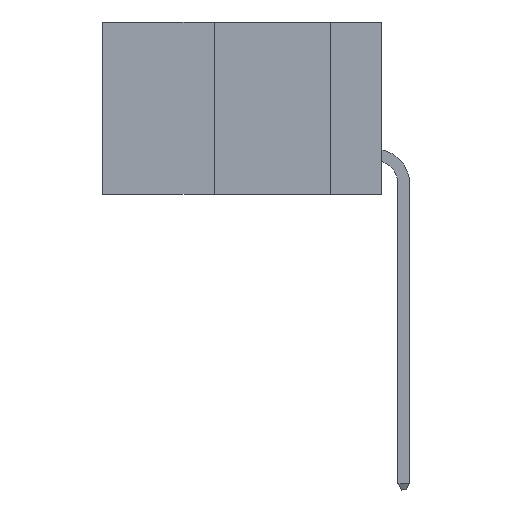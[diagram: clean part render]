
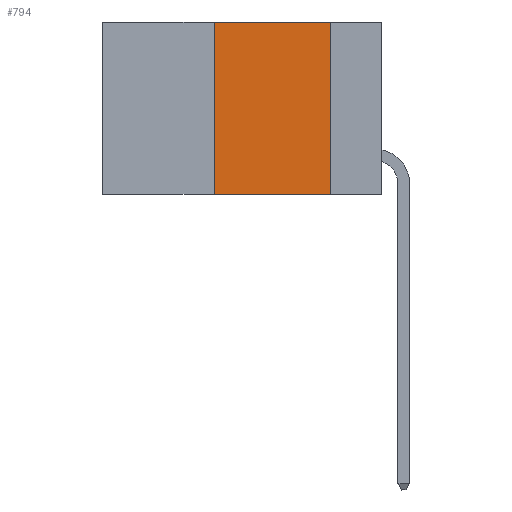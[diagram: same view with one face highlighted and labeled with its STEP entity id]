
A CAD part, left-side view. The second image highlights one B-rep face of the part: STEP entity #794.
In plain terms, the highlighted planar face has unit normal (-1, 0, 0).
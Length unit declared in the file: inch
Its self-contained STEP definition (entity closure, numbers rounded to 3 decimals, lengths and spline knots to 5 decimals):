
#202 = CARTESIAN_POINT ( 'NONE',  ( 0., 0.6, 0. ) ) ;
#794 = ADVANCED_FACE ( 'NONE', ( #6608 ), #10886, .F. ) ;
#1587 = EDGE_CURVE ( 'NONE', #19684, #17838, #13527, .T. ) ;
#2206 = EDGE_LOOP ( 'NONE', ( #15158, #7741, #12445, #16568 ) ) ;
#2324 = CARTESIAN_POINT ( 'NONE',  ( 0., 0.36, 0. ) ) ;
#5423 = VECTOR ( 'NONE', #17062, 39.37008 ) ;
#6000 = CARTESIAN_POINT ( 'NONE',  ( 0., 0.11, 0. ) ) ;
#6284 = DIRECTION ( 'NONE',  ( 0., 0., -1. ) ) ;
#6608 = FACE_OUTER_BOUND ( 'NONE', #2206, .T. ) ;
#7741 = ORIENTED_EDGE ( 'NONE', *, *, #16292, .F. ) ;
#7933 = CARTESIAN_POINT ( 'NONE',  ( 0., 0.6, -0.37 ) ) ;
#8586 = CARTESIAN_POINT ( 'NONE',  ( 0., 0.6, 0. ) ) ;
#9809 = DIRECTION ( 'NONE',  ( 0., 0., -1. ) ) ;
#10234 = EDGE_CURVE ( 'NONE', #15460, #21685, #20911, .T. ) ;
#10886 = PLANE ( 'NONE',  #21854 ) ;
#10926 = CARTESIAN_POINT ( 'NONE',  ( 0., 0.36, 0. ) ) ;
#11506 = VECTOR ( 'NONE', #13424, 39.37008 ) ;
#12279 = CARTESIAN_POINT ( 'NONE',  ( 0., 0.11, 0. ) ) ;
#12445 = ORIENTED_EDGE ( 'NONE', *, *, #1587, .F. ) ;
#12921 = VECTOR ( 'NONE', #14092, 39.37008 ) ;
#13424 = DIRECTION ( 'NONE',  ( 0., -1., 0. ) ) ;
#13527 = LINE ( 'NONE', #2324, #5423 ) ;
#14092 = DIRECTION ( 'NONE',  ( 0., -1., 0. ) ) ;
#14507 = DIRECTION ( 'NONE',  ( 1., 0., 0. ) ) ;
#15158 = ORIENTED_EDGE ( 'NONE', *, *, #10234, .F. ) ;
#15460 = VERTEX_POINT ( 'NONE', #12279 ) ;
#16292 = EDGE_CURVE ( 'NONE', #17838, #15460, #23008, .T. ) ;
#16306 = LINE ( 'NONE', #7933, #11506 ) ;
#16568 = ORIENTED_EDGE ( 'NONE', *, *, #16654, .T. ) ;
#16654 = EDGE_CURVE ( 'NONE', #19684, #21685, #16306, .T. ) ;
#17062 = DIRECTION ( 'NONE',  ( 0., 0., 1. ) ) ;
#17371 = CARTESIAN_POINT ( 'NONE',  ( 0., 0.11, -0.37 ) ) ;
#17838 = VERTEX_POINT ( 'NONE', #10926 ) ;
#18883 = CARTESIAN_POINT ( 'NONE',  ( 0., 0.36, -0.37 ) ) ;
#19684 = VERTEX_POINT ( 'NONE', #18883 ) ;
#20911 = LINE ( 'NONE', #6000, #22855 ) ;
#21685 = VERTEX_POINT ( 'NONE', #17371 ) ;
#21854 = AXIS2_PLACEMENT_3D ( 'NONE', #202, #14507, #6284 ) ;
#22855 = VECTOR ( 'NONE', #9809, 39.37008 ) ;
#23008 = LINE ( 'NONE', #8586, #12921 ) ;
